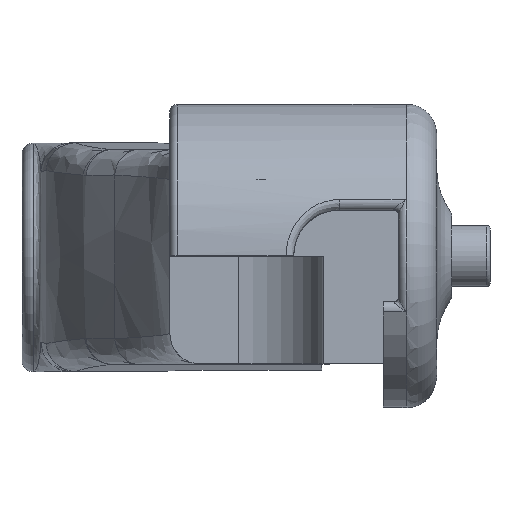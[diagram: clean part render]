
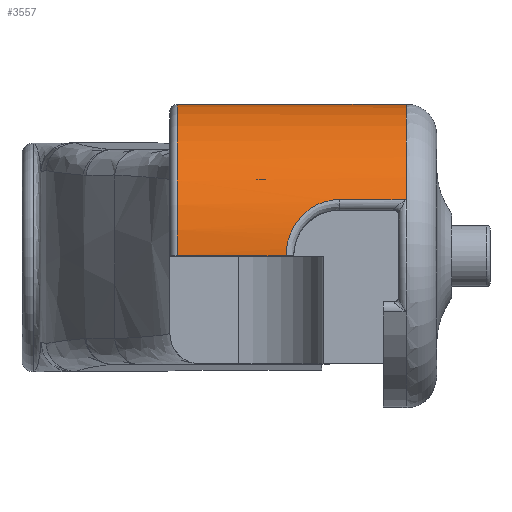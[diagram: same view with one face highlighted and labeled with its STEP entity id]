
A CAD part, top view. The second image highlights one B-rep face of the part: STEP entity #3557.
In plain terms, the highlighted cylindrical face has radius 19.916 mm (diameter 39.832 mm), a partial arc.
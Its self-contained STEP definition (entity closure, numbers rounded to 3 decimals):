
#238=FACE_OUTER_BOUND('',#460,.T.);
#460=EDGE_LOOP('',(#2568,#2569,#2570,#2571,#2572,#2573,#2574));
#687=CIRCLE('',#3821,19.916);
#688=CIRCLE('',#3822,19.916);
#907=B_SPLINE_CURVE_WITH_KNOTS('',3,(#6700,#6701,#6702,#6703,#6704),
 .UNSPECIFIED.,.F.,.F.,(4,1,4),(0.,0.194,0.34),
 .UNSPECIFIED.);
#910=B_SPLINE_CURVE_WITH_KNOTS('',3,(#6763,#6764,#6765,#6766,#6767,#6768,
#6769,#6770,#6771,#6772),.UNSPECIFIED.,.F.,.F.,(4,3,3,4),(-4.438,
-4.121,-3.804,-3.329),.UNSPECIFIED.);
#1071=LINE('',#6613,#1264);
#1074=LINE('',#6710,#1267);
#1075=LINE('',#6773,#1268);
#1264=VECTOR('',#4364,10.);
#1267=VECTOR('',#4379,10.);
#1268=VECTOR('',#4384,10.);
#1492=VERTEX_POINT('',#6496);
#1521=VERTEX_POINT('',#6601);
#1522=VERTEX_POINT('',#6612);
#1527=VERTEX_POINT('',#6655);
#1529=VERTEX_POINT('',#6692);
#1531=VERTEX_POINT('',#6706);
#1534=VERTEX_POINT('',#6762);
#1929=EDGE_CURVE('',#1522,#1521,#1071,.T.);
#1939=EDGE_CURVE('',#1527,#1529,#907,.T.);
#1942=EDGE_CURVE('',#1529,#1531,#1074,.T.);
#1945=EDGE_CURVE('',#1522,#1527,#687,.T.);
#1946=EDGE_CURVE('',#1534,#1521,#910,.T.);
#1947=EDGE_CURVE('',#1492,#1534,#1075,.T.);
#1948=EDGE_CURVE('',#1531,#1492,#688,.T.);
#2568=ORIENTED_EDGE('',*,*,#1942,.F.);
#2569=ORIENTED_EDGE('',*,*,#1939,.F.);
#2570=ORIENTED_EDGE('',*,*,#1945,.F.);
#2571=ORIENTED_EDGE('',*,*,#1929,.T.);
#2572=ORIENTED_EDGE('',*,*,#1946,.F.);
#2573=ORIENTED_EDGE('',*,*,#1947,.F.);
#2574=ORIENTED_EDGE('',*,*,#1948,.F.);
#3442=CYLINDRICAL_SURFACE('',#3820,19.916);
#3557=ADVANCED_FACE('',(#238),#3442,.T.);
#3820=AXIS2_PLACEMENT_3D('',#6760,#4380,#4381);
#3821=AXIS2_PLACEMENT_3D('',#6761,#4382,#4383);
#3822=AXIS2_PLACEMENT_3D('',#6774,#4385,#4386);
#4364=DIRECTION('',(1.,0.,0.));
#4379=DIRECTION('',(1.,0.,0.));
#4380=DIRECTION('center_axis',(1.,0.,0.));
#4381=DIRECTION('ref_axis',(0.,1.,0.));
#4382=DIRECTION('center_axis',(-1.,0.,0.));
#4383=DIRECTION('ref_axis',(0.,0.965,0.262));
#4384=DIRECTION('',(-1.,0.,0.));
#4385=DIRECTION('center_axis',(1.,0.,0.));
#4386=DIRECTION('ref_axis',(0.,0.,1.));
#6496=CARTESIAN_POINT('',(49.4,7.37,18.502));
#6601=CARTESIAN_POINT('',(33.65,0.,19.916));
#6612=CARTESIAN_POINT('',(19.4,0.,19.916));
#6613=CARTESIAN_POINT('',(18.4,0.,19.916));
#6655=CARTESIAN_POINT('',(19.4,13.409,-14.725));
#6692=CARTESIAN_POINT('',(22.4,14.362,-13.798));
#6700=CARTESIAN_POINT('Ctrl Pts',(19.4,13.409,-14.725));
#6701=CARTESIAN_POINT('Ctrl Pts',(19.854,13.734,-14.43));
#6702=CARTESIAN_POINT('Ctrl Pts',(20.786,14.198,-13.971));
#6703=CARTESIAN_POINT('Ctrl Pts',(21.915,14.362,-13.798));
#6704=CARTESIAN_POINT('Ctrl Pts',(22.4,14.362,-13.798));
#6706=CARTESIAN_POINT('',(49.4,14.362,-13.798));
#6710=CARTESIAN_POINT('',(18.4,14.362,-13.798));
#6760=CARTESIAN_POINT('Origin',(18.4,0.,0.));
#6761=CARTESIAN_POINT('Origin',(19.4,0.,0.));
#6762=CARTESIAN_POINT('',(40.65,7.37,18.502));
#6763=CARTESIAN_POINT('Ctrl Pts',(40.65,7.37,18.502));
#6764=CARTESIAN_POINT('Ctrl Pts',(39.593,7.37,18.502));
#6765=CARTESIAN_POINT('Ctrl Pts',(38.542,7.109,18.61));
#6766=CARTESIAN_POINT('Ctrl Pts',(37.601,6.631,18.778));
#6767=CARTESIAN_POINT('Ctrl Pts',(36.661,6.152,18.946));
#6768=CARTESIAN_POINT('Ctrl Pts',(35.831,5.456,19.176));
#6769=CARTESIAN_POINT('Ctrl Pts',(35.184,4.6,19.377));
#6770=CARTESIAN_POINT('Ctrl Pts',(34.212,3.315,19.678));
#6771=CARTESIAN_POINT('Ctrl Pts',(33.65,1.669,19.916));
#6772=CARTESIAN_POINT('Ctrl Pts',(33.65,0.,19.916));
#6773=CARTESIAN_POINT('',(18.4,7.37,18.502));
#6774=CARTESIAN_POINT('Origin',(49.4,0.,0.));
